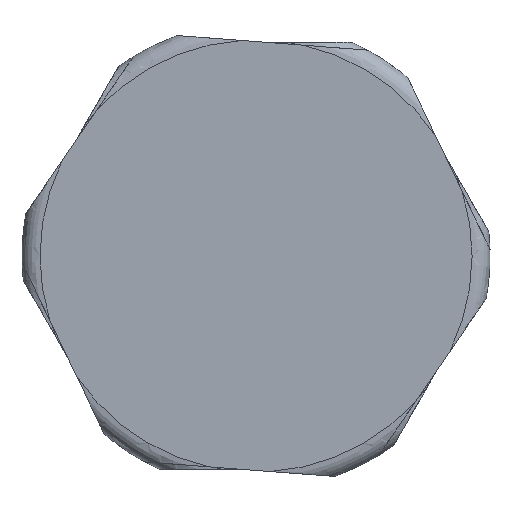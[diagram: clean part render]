
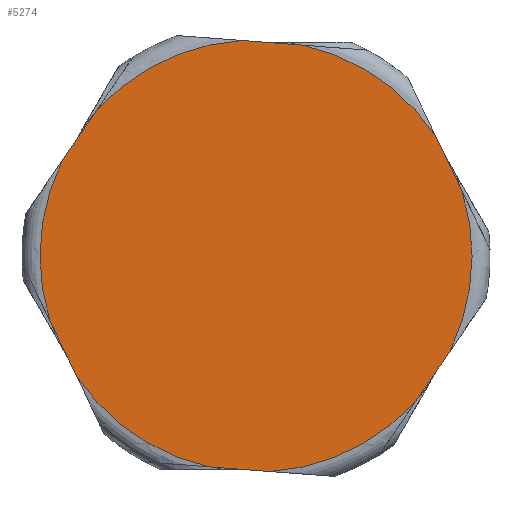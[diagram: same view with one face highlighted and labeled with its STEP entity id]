
A CAD part, left-side view. The second image highlights one B-rep face of the part: STEP entity #5274.
In plain terms, the highlighted planar face has unit normal (-1, 0, 0).
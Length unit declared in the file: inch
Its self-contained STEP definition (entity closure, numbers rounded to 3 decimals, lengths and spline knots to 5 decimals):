
#439=LINE('',#7986,#773);
#442=LINE('',#8044,#776);
#445=LINE('',#8102,#779);
#448=LINE('',#8160,#782);
#451=LINE('',#8218,#785);
#454=LINE('',#8276,#788);
#773=VECTOR('',#6481,0.3937);
#776=VECTOR('',#6486,0.3937);
#779=VECTOR('',#6491,0.3937);
#782=VECTOR('',#6496,0.3937);
#785=VECTOR('',#6501,0.3937);
#788=VECTOR('',#6506,0.3937);
#1148=FACE_OUTER_BOUND('',#1432,.T.);
#1432=EDGE_LOOP('',(#3712,#3713,#3714,#3715,#3716,#3717,#3718,#3719,#3720,
#3721,#3722,#3723));
#1811=CIRCLE('',#5735,1.88976);
#1813=CIRCLE('',#5738,1.88976);
#1815=CIRCLE('',#5741,1.88976);
#1817=CIRCLE('',#5744,1.88976);
#1819=CIRCLE('',#5747,1.88976);
#1820=CIRCLE('',#5749,1.88976);
#2071=VERTEX_POINT('',#7931);
#2075=VERTEX_POINT('',#7973);
#2077=VERTEX_POINT('',#7989);
#2081=VERTEX_POINT('',#8031);
#2083=VERTEX_POINT('',#8047);
#2087=VERTEX_POINT('',#8089);
#2089=VERTEX_POINT('',#8105);
#2093=VERTEX_POINT('',#8147);
#2095=VERTEX_POINT('',#8163);
#2099=VERTEX_POINT('',#8205);
#2101=VERTEX_POINT('',#8221);
#2105=VERTEX_POINT('',#8263);
#2670=EDGE_CURVE('',#2071,#2075,#439,.T.);
#2677=EDGE_CURVE('',#2077,#2081,#442,.T.);
#2684=EDGE_CURVE('',#2083,#2087,#445,.T.);
#2691=EDGE_CURVE('',#2089,#2093,#448,.T.);
#2698=EDGE_CURVE('',#2095,#2099,#451,.T.);
#2705=EDGE_CURVE('',#2101,#2105,#454,.T.);
#2707=EDGE_CURVE('',#2099,#2101,#1811,.T.);
#2709=EDGE_CURVE('',#2093,#2095,#1813,.T.);
#2711=EDGE_CURVE('',#2087,#2089,#1815,.T.);
#2713=EDGE_CURVE('',#2081,#2083,#1817,.T.);
#2715=EDGE_CURVE('',#2075,#2077,#1819,.T.);
#2716=EDGE_CURVE('',#2105,#2071,#1820,.T.);
#3712=ORIENTED_EDGE('',*,*,#2670,.T.);
#3713=ORIENTED_EDGE('',*,*,#2715,.T.);
#3714=ORIENTED_EDGE('',*,*,#2677,.T.);
#3715=ORIENTED_EDGE('',*,*,#2713,.T.);
#3716=ORIENTED_EDGE('',*,*,#2684,.T.);
#3717=ORIENTED_EDGE('',*,*,#2711,.T.);
#3718=ORIENTED_EDGE('',*,*,#2691,.T.);
#3719=ORIENTED_EDGE('',*,*,#2709,.T.);
#3720=ORIENTED_EDGE('',*,*,#2698,.T.);
#3721=ORIENTED_EDGE('',*,*,#2707,.T.);
#3722=ORIENTED_EDGE('',*,*,#2705,.T.);
#3723=ORIENTED_EDGE('',*,*,#2716,.T.);
#4831=PLANE('',#5748);
#5274=ADVANCED_FACE('',(#1148),#4831,.T.);
#5735=AXIS2_PLACEMENT_3D('',#8279,#6511,#6512);
#5738=AXIS2_PLACEMENT_3D('',#8282,#6517,#6518);
#5741=AXIS2_PLACEMENT_3D('',#8285,#6523,#6524);
#5744=AXIS2_PLACEMENT_3D('',#8288,#6529,#6530);
#5747=AXIS2_PLACEMENT_3D('',#8291,#6535,#6536);
#5748=AXIS2_PLACEMENT_3D('',#8292,#6537,#6538);
#5749=AXIS2_PLACEMENT_3D('',#8293,#6539,#6540);
#6481=DIRECTION('',(0.,0.565,-0.825));
#6486=DIRECTION('',(0.,-0.432,-0.902));
#6491=DIRECTION('',(0.,-0.997,-0.077));
#6496=DIRECTION('',(0.,-0.565,0.825));
#6501=DIRECTION('',(0.,0.432,0.902));
#6506=DIRECTION('',(0.,0.997,0.077));
#6511=DIRECTION('center_axis',(-1.,0.,0.));
#6512=DIRECTION('ref_axis',(0.,-0.902,0.432));
#6517=DIRECTION('center_axis',(-1.,0.,0.));
#6518=DIRECTION('ref_axis',(0.,-0.902,0.432));
#6523=DIRECTION('center_axis',(-1.,0.,0.));
#6524=DIRECTION('ref_axis',(0.,-0.902,0.432));
#6529=DIRECTION('center_axis',(-1.,0.,0.));
#6530=DIRECTION('ref_axis',(0.,-0.902,0.432));
#6535=DIRECTION('center_axis',(-1.,0.,0.));
#6536=DIRECTION('ref_axis',(0.,-0.902,0.432));
#6537=DIRECTION('center_axis',(-1.,0.,0.));
#6538=DIRECTION('ref_axis',(0.,-0.902,0.432));
#6539=DIRECTION('center_axis',(-1.,0.,0.));
#6540=DIRECTION('ref_axis',(0.,-0.902,0.432));
#7931=CARTESIAN_POINT('',(-2.83568,1.38939,1.28094));
#7973=CARTESIAN_POINT('',(-2.83568,1.69677,0.83197));
#7986=CARTESIAN_POINT('',(-2.83568,1.64343,0.90988));
#7989=CARTESIAN_POINT('',(-2.83568,1.80402,-0.56278));
#8031=CARTESIAN_POINT('',(-2.83568,1.56889,-1.05346));
#8044=CARTESIAN_POINT('',(-2.83568,1.76621,-0.64168));
#8047=CARTESIAN_POINT('',(-2.83568,0.41463,-1.84372));
#8089=CARTESIAN_POINT('',(-2.83568,-0.12788,-1.88543));
#8102=CARTESIAN_POINT('',(-2.83568,-0.03374,-1.87819));
#8105=CARTESIAN_POINT('',(-2.83568,-1.38939,-1.28094));
#8147=CARTESIAN_POINT('',(-2.83568,-1.69677,-0.83197));
#8160=CARTESIAN_POINT('',(-2.83568,-2.05267,-0.31213));
#8163=CARTESIAN_POINT('',(-2.83568,-1.80402,0.56278));
#8205=CARTESIAN_POINT('',(-2.83568,-1.56889,1.05346));
#8218=CARTESIAN_POINT('',(-2.83568,-1.14013,1.94824));
#8221=CARTESIAN_POINT('',(-2.83568,-0.41463,1.84372));
#8263=CARTESIAN_POINT('',(-2.83568,0.12788,1.88543));
#8276=CARTESIAN_POINT('',(-2.83568,0.75602,1.93373));
#8279=CARTESIAN_POINT('Origin',(-2.83568,0.,0.));
#8282=CARTESIAN_POINT('Origin',(-2.83568,0.,0.));
#8285=CARTESIAN_POINT('Origin',(-2.83568,0.,0.));
#8288=CARTESIAN_POINT('Origin',(-2.83568,0.,0.));
#8291=CARTESIAN_POINT('Origin',(-2.83568,0.,0.));
#8292=CARTESIAN_POINT('Origin',(-2.83568,0.62608,1.30656));
#8293=CARTESIAN_POINT('Origin',(-2.83568,0.,0.));
